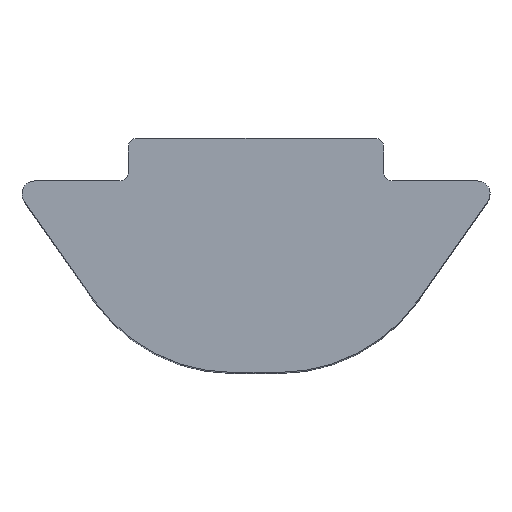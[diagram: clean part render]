
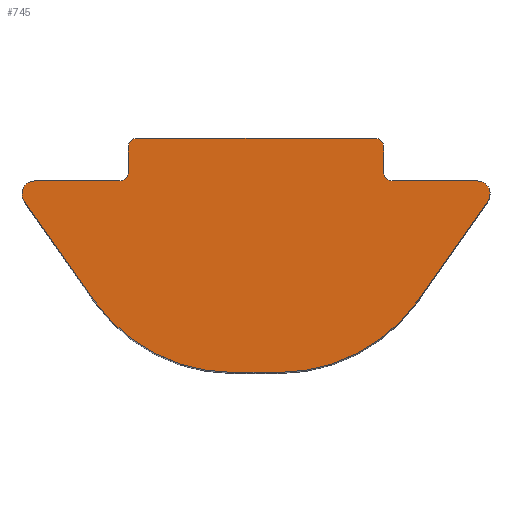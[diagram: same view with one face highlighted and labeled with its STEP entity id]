
A CAD part, top view. The second image highlights one B-rep face of the part: STEP entity #745.
In plain terms, the highlighted planar face has unit normal (0, 0, 1).
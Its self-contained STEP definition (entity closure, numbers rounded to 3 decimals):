
#6 = DIRECTION ( 'NONE',  ( 1., 0., 0. ) ) ;
#7 = CARTESIAN_POINT ( 'NONE',  ( 3., -1., 8. ) ) ;
#22 = CARTESIAN_POINT ( 'NONE',  ( 5.446, -1.472, 8. ) ) ;
#25 = DIRECTION ( 'NONE',  ( 0., 0., 1. ) ) ;
#27 = CARTESIAN_POINT ( 'NONE',  ( 3., -0.2, 8. ) ) ;
#34 = CIRCLE ( 'NONE', #739, 4. ) ;
#44 = AXIS2_PLACEMENT_3D ( 'NONE', #443, #25, #497 ) ;
#48 = PLANE ( 'NONE',  #147 ) ;
#55 = VERTEX_POINT ( 'NONE', #307 ) ;
#61 = CIRCLE ( 'NONE', #781, 0.3 ) ;
#64 = DIRECTION ( 'NONE',  ( 0., 0., 1. ) ) ;
#68 = VERTEX_POINT ( 'NONE', #562 ) ;
#74 = CARTESIAN_POINT ( 'NONE',  ( -0.543, -5.5, 8. ) ) ;
#80 = DIRECTION ( 'NONE',  ( -1., 0., 0. ) ) ;
#82 = VERTEX_POINT ( 'NONE', #438 ) ;
#84 = CIRCLE ( 'NONE', #538, 0.3 ) ;
#85 = AXIS2_PLACEMENT_3D ( 'NONE', #168, #621, #247 ) ;
#99 = CARTESIAN_POINT ( 'NONE',  ( -5.446, -1.472, 8. ) ) ;
#102 = DIRECTION ( 'NONE',  ( 0., 0., 1. ) ) ;
#104 = VERTEX_POINT ( 'NONE', #396 ) ;
#105 = VERTEX_POINT ( 'NONE', #811 ) ;
#106 = CIRCLE ( 'NONE', #586, 0.2 ) ;
#114 = VERTEX_POINT ( 'NONE', #631 ) ;
#117 = VERTEX_POINT ( 'NONE', #456 ) ;
#122 = ORIENTED_EDGE ( 'NONE', *, *, #273, .T. ) ;
#123 = VERTEX_POINT ( 'NONE', #266 ) ;
#132 = ORIENTED_EDGE ( 'NONE', *, *, #213, .T. ) ;
#147 = AXIS2_PLACEMENT_3D ( 'NONE', #365, #276, #698 ) ;
#150 = CARTESIAN_POINT ( 'NONE',  ( 5.446, -1.472, 8. ) ) ;
#151 = DIRECTION ( 'NONE',  ( 0., 0., -1. ) ) ;
#153 = EDGE_CURVE ( 'NONE', #117, #55, #683, .T. ) ;
#168 = CARTESIAN_POINT ( 'NONE',  ( 2.8, -0.2, 8. ) ) ;
#173 = DIRECTION ( 'NONE',  ( 0.574, -0.819, 0. ) ) ;
#179 = CARTESIAN_POINT ( 'NONE',  ( -3., 0., 8. ) ) ;
#183 = EDGE_CURVE ( 'NONE', #68, #523, #364, .T. ) ;
#190 = VERTEX_POINT ( 'NONE', #624 ) ;
#194 = ORIENTED_EDGE ( 'NONE', *, *, #304, .T. ) ;
#195 = ORIENTED_EDGE ( 'NONE', *, *, #552, .T. ) ;
#199 = DIRECTION ( 'NONE',  ( -1., 0., 0. ) ) ;
#207 = CARTESIAN_POINT ( 'NONE',  ( 0.543, -1.5, 8. ) ) ;
#213 = EDGE_CURVE ( 'NONE', #55, #105, #377, .T. ) ;
#221 = CARTESIAN_POINT ( 'NONE',  ( -5.2, -1., 8. ) ) ;
#227 = EDGE_CURVE ( 'NONE', #105, #104, #340, .T. ) ;
#232 = VECTOR ( 'NONE', #575, 1000. ) ;
#245 = VERTEX_POINT ( 'NONE', #602 ) ;
#247 = DIRECTION ( 'NONE',  ( 1., 0., 0. ) ) ;
#255 = DIRECTION ( 'NONE',  ( 0., -1., 0. ) ) ;
#258 = ORIENTED_EDGE ( 'NONE', *, *, #430, .T. ) ;
#266 = CARTESIAN_POINT ( 'NONE',  ( -5.446, -1.472, 8. ) ) ;
#270 = EDGE_CURVE ( 'NONE', #689, #591, #300, .T. ) ;
#271 = VERTEX_POINT ( 'NONE', #221 ) ;
#273 = EDGE_CURVE ( 'NONE', #114, #689, #325, .T. ) ;
#274 = VECTOR ( 'NONE', #173, 1000. ) ;
#276 = DIRECTION ( 'NONE',  ( 0., 0., 1. ) ) ;
#277 = EDGE_CURVE ( 'NONE', #695, #117, #768, .T. ) ;
#282 = LINE ( 'NONE', #744, #232 ) ;
#287 = DIRECTION ( 'NONE',  ( 1., 0., 0. ) ) ;
#291 = ORIENTED_EDGE ( 'NONE', *, *, #153, .T. ) ;
#299 = LINE ( 'NONE', #99, #274 ) ;
#300 = LINE ( 'NONE', #74, #455 ) ;
#304 = EDGE_CURVE ( 'NONE', #82, #695, #282, .T. ) ;
#307 = CARTESIAN_POINT ( 'NONE',  ( -2.8, 0., 8. ) ) ;
#315 = EDGE_CURVE ( 'NONE', #123, #114, #299, .T. ) ;
#321 = ORIENTED_EDGE ( 'NONE', *, *, #775, .T. ) ;
#325 = CIRCLE ( 'NONE', #44, 4. ) ;
#339 = ORIENTED_EDGE ( 'NONE', *, *, #315, .T. ) ;
#340 = LINE ( 'NONE', #179, #825 ) ;
#351 = DIRECTION ( 'NONE',  ( 0., 0., -1. ) ) ;
#356 = VECTOR ( 'NONE', #564, 1000. ) ;
#360 = AXIS2_PLACEMENT_3D ( 'NONE', #710, #351, #771 ) ;
#364 = LINE ( 'NONE', #22, #356 ) ;
#365 = CARTESIAN_POINT ( 'NONE',  ( -5.2, -1.3, 8. ) ) ;
#377 = CIRCLE ( 'NONE', #594, 0.2 ) ;
#379 = ORIENTED_EDGE ( 'NONE', *, *, #516, .T. ) ;
#380 = DIRECTION ( 'NONE',  ( -1., 0., 0. ) ) ;
#383 = CARTESIAN_POINT ( 'NONE',  ( -5.5, -1.3, 8. ) ) ;
#396 = CARTESIAN_POINT ( 'NONE',  ( -3., -0.8, 8. ) ) ;
#402 = DIRECTION ( 'NONE',  ( 0., 0., 1. ) ) ;
#409 = ORIENTED_EDGE ( 'NONE', *, *, #227, .T. ) ;
#423 = ORIENTED_EDGE ( 'NONE', *, *, #183, .T. ) ;
#429 = DIRECTION ( 'NONE',  ( 0., 0., 1. ) ) ;
#430 = EDGE_CURVE ( 'NONE', #271, #590, #84, .T. ) ;
#438 = CARTESIAN_POINT ( 'NONE',  ( 3., -0.8, 8. ) ) ;
#439 = CARTESIAN_POINT ( 'NONE',  ( 0.543, -5.5, 8. ) ) ;
#443 = CARTESIAN_POINT ( 'NONE',  ( -0.543, -1.5, 8. ) ) ;
#453 = EDGE_CURVE ( 'NONE', #104, #245, #106, .T. ) ;
#455 = VECTOR ( 'NONE', #658, 1000. ) ;
#456 = CARTESIAN_POINT ( 'NONE',  ( 2.8, 0., 8. ) ) ;
#458 = EDGE_CURVE ( 'NONE', #591, #68, #34, .T. ) ;
#470 = CARTESIAN_POINT ( 'NONE',  ( -5.2, -1.3, 8. ) ) ;
#475 = EDGE_CURVE ( 'NONE', #590, #123, #61, .T. ) ;
#482 = VECTOR ( 'NONE', #380, 1000. ) ;
#497 = DIRECTION ( 'NONE',  ( -1., 0., 0. ) ) ;
#502 = CARTESIAN_POINT ( 'NONE',  ( -2.8, -0.2, 8. ) ) ;
#508 = VECTOR ( 'NONE', #80, 1000. ) ;
#516 = EDGE_CURVE ( 'NONE', #518, #190, #587, .T. ) ;
#518 = VERTEX_POINT ( 'NONE', #550 ) ;
#523 = VERTEX_POINT ( 'NONE', #150 ) ;
#524 = CARTESIAN_POINT ( 'NONE',  ( -3., -1., 8. ) ) ;
#535 = DIRECTION ( 'NONE',  ( 1., 0., 0. ) ) ;
#538 = AXIS2_PLACEMENT_3D ( 'NONE', #787, #429, #6 ) ;
#547 = ORIENTED_EDGE ( 'NONE', *, *, #475, .T. ) ;
#550 = CARTESIAN_POINT ( 'NONE',  ( 5.2, -1., 8. ) ) ;
#551 = CARTESIAN_POINT ( 'NONE',  ( -3.2, -0.8, 8. ) ) ;
#552 = EDGE_CURVE ( 'NONE', #190, #82, #757, .T. ) ;
#553 = VECTOR ( 'NONE', #199, 1000. ) ;
#562 = CARTESIAN_POINT ( 'NONE',  ( 3.82, -3.794, 8. ) ) ;
#564 = DIRECTION ( 'NONE',  ( 0.574, 0.819, 0. ) ) ;
#575 = DIRECTION ( 'NONE',  ( 0., 1., 0. ) ) ;
#578 = DIRECTION ( 'NONE',  ( 1., 0., 0. ) ) ;
#583 = ORIENTED_EDGE ( 'NONE', *, *, #277, .T. ) ;
#584 = ORIENTED_EDGE ( 'NONE', *, *, #270, .T. ) ;
#586 = AXIS2_PLACEMENT_3D ( 'NONE', #551, #151, #610 ) ;
#587 = LINE ( 'NONE', #7, #508 ) ;
#590 = VERTEX_POINT ( 'NONE', #383 ) ;
#591 = VERTEX_POINT ( 'NONE', #439 ) ;
#594 = AXIS2_PLACEMENT_3D ( 'NONE', #502, #102, #578 ) ;
#602 = CARTESIAN_POINT ( 'NONE',  ( -3.2, -1., 8. ) ) ;
#610 = DIRECTION ( 'NONE',  ( 1., 0., 0. ) ) ;
#621 = DIRECTION ( 'NONE',  ( 0., 0., 1. ) ) ;
#624 = CARTESIAN_POINT ( 'NONE',  ( 3.2, -1., 8. ) ) ;
#631 = CARTESIAN_POINT ( 'NONE',  ( -3.82, -3.794, 8. ) ) ;
#641 = ORIENTED_EDGE ( 'NONE', *, *, #453, .T. ) ;
#648 = DIRECTION ( 'NONE',  ( 0., 0., 1. ) ) ;
#649 = LINE ( 'NONE', #524, #553 ) ;
#658 = DIRECTION ( 'NONE',  ( 1., 0., 0. ) ) ;
#682 = AXIS2_PLACEMENT_3D ( 'NONE', #755, #402, #818 ) ;
#683 = LINE ( 'NONE', #767, #482 ) ;
#689 = VERTEX_POINT ( 'NONE', #784 ) ;
#692 = EDGE_CURVE ( 'NONE', #523, #518, #735, .T. ) ;
#695 = VERTEX_POINT ( 'NONE', #27 ) ;
#698 = DIRECTION ( 'NONE',  ( 1., 0., 0. ) ) ;
#710 = CARTESIAN_POINT ( 'NONE',  ( 3.2, -0.8, 8. ) ) ;
#712 = ORIENTED_EDGE ( 'NONE', *, *, #692, .T. ) ;
#735 = CIRCLE ( 'NONE', #682, 0.3 ) ;
#739 = AXIS2_PLACEMENT_3D ( 'NONE', #207, #648, #287 ) ;
#744 = CARTESIAN_POINT ( 'NONE',  ( 3., 0., 8. ) ) ;
#745 = ADVANCED_FACE ( 'NONE', ( #813 ), #48, .T. ) ;
#755 = CARTESIAN_POINT ( 'NONE',  ( 5.2, -1.3, 8. ) ) ;
#757 = CIRCLE ( 'NONE', #360, 0.2 ) ;
#767 = CARTESIAN_POINT ( 'NONE',  ( 3., 0., 8. ) ) ;
#768 = CIRCLE ( 'NONE', #85, 0.2 ) ;
#771 = DIRECTION ( 'NONE',  ( 1., 0., 0. ) ) ;
#775 = EDGE_CURVE ( 'NONE', #245, #271, #649, .T. ) ;
#778 = ORIENTED_EDGE ( 'NONE', *, *, #458, .T. ) ;
#781 = AXIS2_PLACEMENT_3D ( 'NONE', #470, #64, #535 ) ;
#784 = CARTESIAN_POINT ( 'NONE',  ( -0.543, -5.5, 8. ) ) ;
#787 = CARTESIAN_POINT ( 'NONE',  ( -5.2, -1.3, 8. ) ) ;
#788 = EDGE_LOOP ( 'NONE', ( #194, #583, #291, #132, #409, #641, #321, #258, #547, #339, #122, #584, #778, #423, #712, #379, #195 ) ) ;
#811 = CARTESIAN_POINT ( 'NONE',  ( -3., -0.2, 8. ) ) ;
#813 = FACE_OUTER_BOUND ( 'NONE', #788, .T. ) ;
#818 = DIRECTION ( 'NONE',  ( -1., 0., 0. ) ) ;
#825 = VECTOR ( 'NONE', #255, 1000. ) ;
